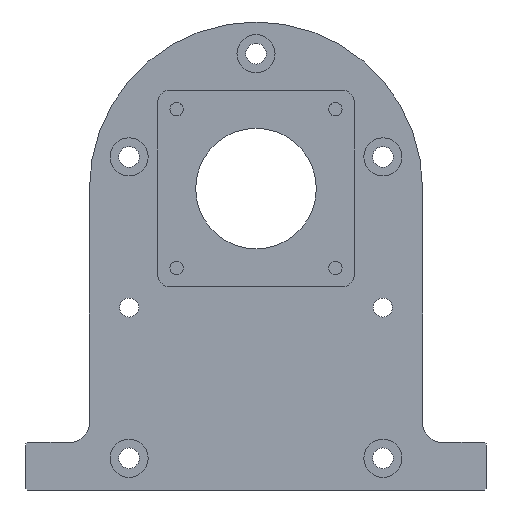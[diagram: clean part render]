
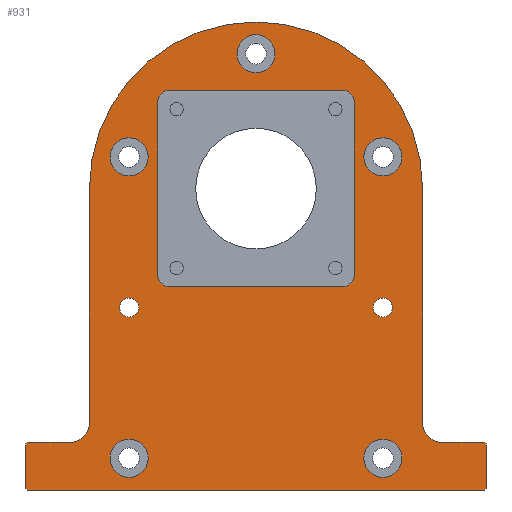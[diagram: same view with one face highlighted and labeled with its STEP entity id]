
A CAD part, left-side view. The second image highlights one B-rep face of the part: STEP entity #931.
In plain terms, the highlighted planar face has unit normal (-1, 0, 0).
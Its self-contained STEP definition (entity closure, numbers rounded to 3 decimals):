
#63=FACE_BOUND('',#251,.T.);
#64=FACE_BOUND('',#252,.T.);
#65=FACE_BOUND('',#253,.T.);
#66=FACE_BOUND('',#254,.T.);
#67=FACE_BOUND('',#255,.T.);
#68=FACE_BOUND('',#256,.T.);
#69=FACE_BOUND('',#257,.T.);
#70=FACE_BOUND('',#258,.T.);
#82=CIRCLE('',#965,3.);
#83=CIRCLE('',#967,3.);
#86=CIRCLE('',#972,6.);
#89=CIRCLE('',#978,6.);
#92=CIRCLE('',#984,6.);
#95=CIRCLE('',#990,6.);
#98=CIRCLE('',#996,6.);
#99=CIRCLE('',#999,52.5);
#100=CIRCLE('',#1001,6.);
#101=CIRCLE('',#1004,6.);
#119=CIRCLE('',#1036,4.);
#120=CIRCLE('',#1039,4.);
#121=CIRCLE('',#1042,4.);
#122=CIRCLE('',#1045,4.);
#175=FACE_OUTER_BOUND('',#250,.T.);
#250=EDGE_LOOP('',(#823,#824,#825,#826,#827,#828,#829,#830,#831,#832,#833,
#834,#835,#836));
#251=EDGE_LOOP('',(#837));
#252=EDGE_LOOP('',(#838));
#253=EDGE_LOOP('',(#839));
#254=EDGE_LOOP('',(#840));
#255=EDGE_LOOP('',(#841));
#256=EDGE_LOOP('',(#842));
#257=EDGE_LOOP('',(#843));
#258=EDGE_LOOP('',(#844,#845,#846,#847,#848,#849,#850,#851));
#261=LINE('',#1342,#332);
#273=LINE('',#1388,#344);
#275=LINE('',#1392,#346);
#277=LINE('',#1397,#348);
#280=LINE('',#1402,#351);
#282=LINE('',#1406,#353);
#300=LINE('',#1484,#371);
#303=LINE('',#1492,#374);
#317=LINE('',#1562,#388);
#320=LINE('',#1570,#391);
#323=LINE('',#1578,#394);
#326=LINE('',#1585,#397);
#327=LINE('',#1587,#398);
#328=LINE('',#1589,#399);
#329=LINE('',#1591,#400);
#332=VECTOR('',#1057,10.);
#344=VECTOR('',#1095,10.);
#346=VECTOR('',#1099,10.);
#348=VECTOR('',#1103,10.);
#351=VECTOR('',#1108,10.);
#353=VECTOR('',#1112,10.);
#371=VECTOR('',#1208,10.);
#374=VECTOR('',#1217,10.);
#388=VECTOR('',#1295,10.);
#391=VECTOR('',#1304,10.);
#394=VECTOR('',#1313,10.);
#397=VECTOR('',#1322,10.);
#398=VECTOR('',#1325,10.);
#399=VECTOR('',#1328,10.);
#400=VECTOR('',#1331,10.);
#403=VERTEX_POINT('',#1339);
#404=VERTEX_POINT('',#1341);
#425=VERTEX_POINT('',#1387);
#426=VERTEX_POINT('',#1391);
#427=VERTEX_POINT('',#1395);
#428=VERTEX_POINT('',#1396);
#429=VERTEX_POINT('',#1401);
#430=VERTEX_POINT('',#1405);
#431=VERTEX_POINT('',#1409);
#432=VERTEX_POINT('',#1413);
#435=VERTEX_POINT('',#1422);
#438=VERTEX_POINT('',#1433);
#441=VERTEX_POINT('',#1444);
#444=VERTEX_POINT('',#1455);
#447=VERTEX_POINT('',#1466);
#448=VERTEX_POINT('',#1472);
#449=VERTEX_POINT('',#1474);
#450=VERTEX_POINT('',#1478);
#451=VERTEX_POINT('',#1479);
#452=VERTEX_POINT('',#1486);
#453=VERTEX_POINT('',#1487);
#475=VERTEX_POINT('',#1555);
#476=VERTEX_POINT('',#1557);
#477=VERTEX_POINT('',#1561);
#478=VERTEX_POINT('',#1565);
#479=VERTEX_POINT('',#1569);
#480=VERTEX_POINT('',#1573);
#481=VERTEX_POINT('',#1577);
#482=VERTEX_POINT('',#1581);
#485=EDGE_CURVE('',#403,#404,#261,.T.);
#508=EDGE_CURVE('',#425,#404,#273,.T.);
#510=EDGE_CURVE('',#425,#426,#275,.T.);
#512=EDGE_CURVE('',#427,#428,#277,.T.);
#515=EDGE_CURVE('',#429,#428,#280,.T.);
#517=EDGE_CURVE('',#429,#430,#282,.T.);
#519=EDGE_CURVE('',#431,#431,#82,.T.);
#521=EDGE_CURVE('',#432,#432,#83,.T.);
#525=EDGE_CURVE('',#435,#435,#86,.T.);
#530=EDGE_CURVE('',#438,#438,#89,.T.);
#535=EDGE_CURVE('',#441,#441,#92,.T.);
#540=EDGE_CURVE('',#444,#444,#95,.T.);
#545=EDGE_CURVE('',#447,#447,#98,.T.);
#549=EDGE_CURVE('',#448,#449,#99,.T.);
#551=EDGE_CURVE('',#450,#451,#100,.T.);
#554=EDGE_CURVE('',#448,#451,#300,.T.);
#555=EDGE_CURVE('',#452,#453,#101,.T.);
#558=EDGE_CURVE('',#403,#453,#303,.T.);
#588=EDGE_CURVE('',#476,#475,#119,.T.);
#590=EDGE_CURVE('',#477,#476,#317,.T.);
#592=EDGE_CURVE('',#478,#477,#120,.T.);
#594=EDGE_CURVE('',#479,#478,#320,.T.);
#596=EDGE_CURVE('',#480,#479,#121,.T.);
#598=EDGE_CURVE('',#481,#480,#323,.T.);
#600=EDGE_CURVE('',#482,#481,#122,.T.);
#602=EDGE_CURVE('',#475,#482,#326,.T.);
#603=EDGE_CURVE('',#450,#430,#327,.T.);
#604=EDGE_CURVE('',#452,#449,#328,.T.);
#605=EDGE_CURVE('',#427,#426,#329,.T.);
#823=ORIENTED_EDGE('',*,*,#485,.F.);
#824=ORIENTED_EDGE('',*,*,#558,.T.);
#825=ORIENTED_EDGE('',*,*,#555,.F.);
#826=ORIENTED_EDGE('',*,*,#604,.T.);
#827=ORIENTED_EDGE('',*,*,#549,.F.);
#828=ORIENTED_EDGE('',*,*,#554,.T.);
#829=ORIENTED_EDGE('',*,*,#551,.F.);
#830=ORIENTED_EDGE('',*,*,#603,.T.);
#831=ORIENTED_EDGE('',*,*,#517,.F.);
#832=ORIENTED_EDGE('',*,*,#515,.T.);
#833=ORIENTED_EDGE('',*,*,#512,.F.);
#834=ORIENTED_EDGE('',*,*,#605,.T.);
#835=ORIENTED_EDGE('',*,*,#510,.F.);
#836=ORIENTED_EDGE('',*,*,#508,.T.);
#837=ORIENTED_EDGE('',*,*,#519,.T.);
#838=ORIENTED_EDGE('',*,*,#521,.T.);
#839=ORIENTED_EDGE('',*,*,#525,.T.);
#840=ORIENTED_EDGE('',*,*,#530,.T.);
#841=ORIENTED_EDGE('',*,*,#535,.T.);
#842=ORIENTED_EDGE('',*,*,#540,.T.);
#843=ORIENTED_EDGE('',*,*,#545,.T.);
#844=ORIENTED_EDGE('',*,*,#602,.T.);
#845=ORIENTED_EDGE('',*,*,#600,.T.);
#846=ORIENTED_EDGE('',*,*,#598,.T.);
#847=ORIENTED_EDGE('',*,*,#596,.T.);
#848=ORIENTED_EDGE('',*,*,#594,.T.);
#849=ORIENTED_EDGE('',*,*,#592,.T.);
#850=ORIENTED_EDGE('',*,*,#590,.T.);
#851=ORIENTED_EDGE('',*,*,#588,.T.);
#878=PLANE('',#1050);
#931=ADVANCED_FACE('',(#175,#63,#64,#65,#66,#67,#68,#69,#70),#878,.F.);
#965=AXIS2_PLACEMENT_3D('',#1410,#1116,#1117);
#967=AXIS2_PLACEMENT_3D('',#1414,#1121,#1122);
#972=AXIS2_PLACEMENT_3D('',#1423,#1132,#1133);
#978=AXIS2_PLACEMENT_3D('',#1434,#1146,#1147);
#984=AXIS2_PLACEMENT_3D('',#1445,#1160,#1161);
#990=AXIS2_PLACEMENT_3D('',#1456,#1174,#1175);
#996=AXIS2_PLACEMENT_3D('',#1467,#1188,#1189);
#999=AXIS2_PLACEMENT_3D('',#1475,#1197,#1198);
#1001=AXIS2_PLACEMENT_3D('',#1480,#1202,#1203);
#1004=AXIS2_PLACEMENT_3D('',#1488,#1211,#1212);
#1036=AXIS2_PLACEMENT_3D('',#1558,#1290,#1291);
#1039=AXIS2_PLACEMENT_3D('',#1566,#1299,#1300);
#1042=AXIS2_PLACEMENT_3D('',#1574,#1308,#1309);
#1045=AXIS2_PLACEMENT_3D('',#1582,#1317,#1318);
#1050=AXIS2_PLACEMENT_3D('',#1592,#1332,#1333);
#1057=DIRECTION('',(0.,-0.707,-0.707));
#1095=DIRECTION('',(0.,0.,1.));
#1099=DIRECTION('',(0.,0.707,-0.707));
#1103=DIRECTION('',(0.,0.707,0.707));
#1108=DIRECTION('',(0.,0.,-1.));
#1112=DIRECTION('',(0.,-0.707,0.707));
#1116=DIRECTION('center_axis',(1.,0.,0.));
#1117=DIRECTION('ref_axis',(0.,-1.,0.));
#1121=DIRECTION('center_axis',(1.,0.,0.));
#1122=DIRECTION('ref_axis',(0.,-1.,0.));
#1132=DIRECTION('center_axis',(1.,0.,0.));
#1133=DIRECTION('ref_axis',(0.,-1.,0.));
#1146=DIRECTION('center_axis',(1.,0.,0.));
#1147=DIRECTION('ref_axis',(0.,-1.,0.));
#1160=DIRECTION('center_axis',(1.,0.,0.));
#1161=DIRECTION('ref_axis',(0.,-1.,0.));
#1174=DIRECTION('center_axis',(1.,0.,0.));
#1175=DIRECTION('ref_axis',(0.,-1.,0.));
#1188=DIRECTION('center_axis',(1.,0.,0.));
#1189=DIRECTION('ref_axis',(0.,-1.,0.));
#1197=DIRECTION('center_axis',(1.,0.,0.));
#1198=DIRECTION('ref_axis',(0.,0.707,0.707));
#1202=DIRECTION('center_axis',(-1.,0.,0.));
#1203=DIRECTION('ref_axis',(0.,-0.707,-0.707));
#1208=DIRECTION('',(0.,0.,-1.));
#1211=DIRECTION('center_axis',(-1.,0.,0.));
#1212=DIRECTION('ref_axis',(0.,0.707,-0.707));
#1217=DIRECTION('',(0.,1.,0.));
#1290=DIRECTION('center_axis',(1.,0.,0.));
#1291=DIRECTION('ref_axis',(0.,0.,-1.));
#1295=DIRECTION('',(0.,1.,0.));
#1299=DIRECTION('center_axis',(1.,0.,0.));
#1300=DIRECTION('ref_axis',(0.,-1.,0.));
#1304=DIRECTION('',(0.,0.,-1.));
#1308=DIRECTION('center_axis',(1.,0.,0.));
#1309=DIRECTION('ref_axis',(0.,0.,1.));
#1313=DIRECTION('',(0.,-1.,0.));
#1317=DIRECTION('center_axis',(1.,0.,0.));
#1318=DIRECTION('ref_axis',(0.,1.,0.));
#1322=DIRECTION('',(0.,0.,1.));
#1325=DIRECTION('',(0.,1.,0.));
#1328=DIRECTION('',(0.,0.,1.));
#1331=DIRECTION('',(0.,-1.,0.));
#1332=DIRECTION('center_axis',(1.,0.,0.));
#1333=DIRECTION('ref_axis',(0.,1.,0.));
#1339=CARTESIAN_POINT('',(-65.,-72.,-80.));
#1341=CARTESIAN_POINT('',(-65.,-72.5,-80.5));
#1342=CARTESIAN_POINT('',(-65.,-39.438,-47.437));
#1387=CARTESIAN_POINT('',(-65.,-72.5,-94.5));
#1388=CARTESIAN_POINT('',(-65.,-72.5,-95.));
#1391=CARTESIAN_POINT('',(-65.,-72.,-95.));
#1392=CARTESIAN_POINT('',(-65.,-72.563,-94.438));
#1395=CARTESIAN_POINT('',(-65.,72.,-95.));
#1396=CARTESIAN_POINT('',(-65.,72.5,-94.5));
#1397=CARTESIAN_POINT('',(-65.,72.563,-94.438));
#1401=CARTESIAN_POINT('',(-65.,72.5,-80.5));
#1402=CARTESIAN_POINT('',(-65.,72.5,-80.));
#1405=CARTESIAN_POINT('',(-65.,72.,-80.));
#1406=CARTESIAN_POINT('',(-65.,39.438,-47.437));
#1409=CARTESIAN_POINT('',(-65.,43.,-37.5));
#1410=CARTESIAN_POINT('Origin',(-65.,40.,-37.5));
#1413=CARTESIAN_POINT('',(-65.,-37.,-37.5));
#1414=CARTESIAN_POINT('Origin',(-65.,-40.,-37.5));
#1422=CARTESIAN_POINT('',(-65.,-34.,-85.));
#1423=CARTESIAN_POINT('Origin',(-65.,-40.,-85.));
#1433=CARTESIAN_POINT('',(-65.,46.,10.));
#1434=CARTESIAN_POINT('Origin',(-65.,40.,10.));
#1444=CARTESIAN_POINT('',(-65.,6.,42.5));
#1445=CARTESIAN_POINT('Origin',(-65.,0.,42.5));
#1455=CARTESIAN_POINT('',(-65.,46.,-85.));
#1456=CARTESIAN_POINT('Origin',(-65.,40.,-85.));
#1466=CARTESIAN_POINT('',(-65.,-34.,10.));
#1467=CARTESIAN_POINT('Origin',(-65.,-40.,10.));
#1472=CARTESIAN_POINT('',(-65.,52.5,0.));
#1474=CARTESIAN_POINT('',(-65.,-52.5,0.));
#1475=CARTESIAN_POINT('Origin',(-65.,0.,0.));
#1478=CARTESIAN_POINT('',(-65.,58.5,-80.));
#1479=CARTESIAN_POINT('',(-65.,52.5,-74.));
#1480=CARTESIAN_POINT('Origin',(-65.,58.5,-74.));
#1484=CARTESIAN_POINT('',(-65.,52.5,-80.));
#1486=CARTESIAN_POINT('',(-65.,-52.5,-74.));
#1487=CARTESIAN_POINT('',(-65.,-58.5,-80.));
#1488=CARTESIAN_POINT('Origin',(-65.,-58.5,-74.));
#1492=CARTESIAN_POINT('',(-65.,-52.5,-80.));
#1555=CARTESIAN_POINT('',(-65.,31.,-27.));
#1557=CARTESIAN_POINT('',(-65.,27.,-31.));
#1558=CARTESIAN_POINT('Origin',(-65.,27.,-27.));
#1561=CARTESIAN_POINT('',(-65.,-27.,-31.));
#1562=CARTESIAN_POINT('',(-65.,-27.,-31.));
#1565=CARTESIAN_POINT('',(-65.,-31.,-27.));
#1566=CARTESIAN_POINT('Origin',(-65.,-27.,-27.));
#1569=CARTESIAN_POINT('',(-65.,-31.,27.));
#1570=CARTESIAN_POINT('',(-65.,-31.,27.));
#1573=CARTESIAN_POINT('',(-65.,-27.,31.));
#1574=CARTESIAN_POINT('Origin',(-65.,-27.,27.));
#1577=CARTESIAN_POINT('',(-65.,27.,31.));
#1578=CARTESIAN_POINT('',(-65.,27.,31.));
#1581=CARTESIAN_POINT('',(-65.,31.,27.));
#1582=CARTESIAN_POINT('Origin',(-65.,27.,27.));
#1585=CARTESIAN_POINT('',(-65.,31.,-27.));
#1587=CARTESIAN_POINT('',(-65.,72.5,-80.));
#1589=CARTESIAN_POINT('',(-65.,-52.5,52.5));
#1591=CARTESIAN_POINT('',(-65.,72.5,-95.));
#1592=CARTESIAN_POINT('Origin',(-65.,0.,-21.25));
